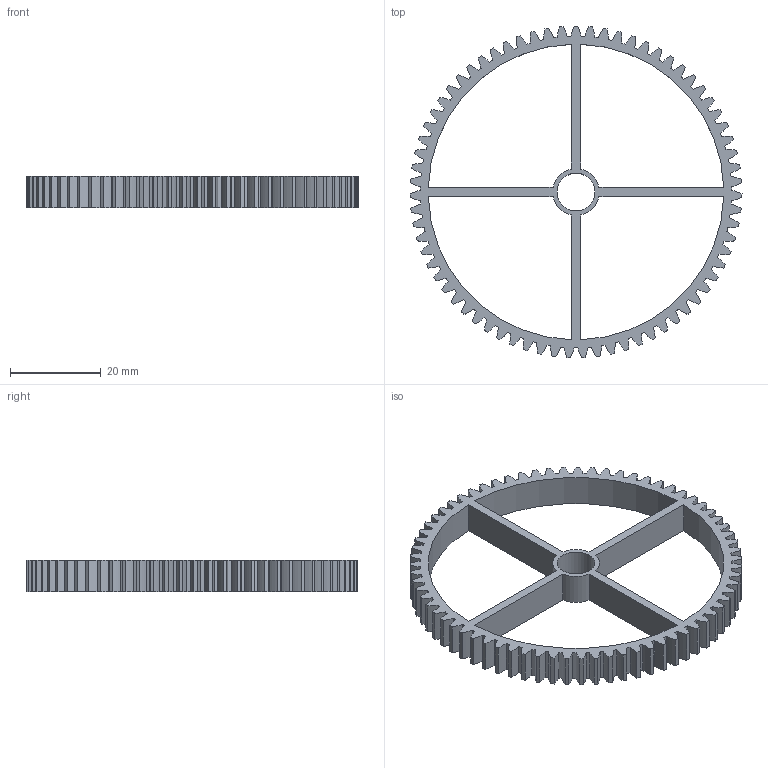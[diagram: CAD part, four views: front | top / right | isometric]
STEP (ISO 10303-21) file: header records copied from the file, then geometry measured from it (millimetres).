
FILE_DESCRIPTION(/* description */ (''),/* implementation_level */ '2;1');
FILE_NAME(/* name */ 'Module 1 Gear B.stp',/* time_stamp */ '2024-11-06T19:01:29+01:00',/* author */ ('wszaf'),/* organization */ (''),/* preprocessor_version */ 'ST-DEVELOPER v20',/* originating_system */ 'Autodesk Inventor 2024',/* authorisation */ '');
FILE_SCHEMA (('AUTOMOTIVE_DESIGN { 1 0 10303 214 3 1 1 }'));
Length unit declared in the file: millimetre
Products named in the file (1): Spur Gear2
Bounding box: 73 x 72.98 x 7 mm (x, y, z)
Volume: 6113.2 mm3; surface area: 8157.9 mm2
Topology: 1 solids, 1 shells, 303 faces, 903 edges, 602 vertices
Faces by surface type: cylinder 293, plane 10
Full cylindrical faces by diameter (mm): 8.3 x1
Entity records: 10606 total; most frequent: DIRECTION 2097, CARTESIAN_POINT 1809, ORIENTED_EDGE 1806, EDGE_CURVE 903, AXIS2_PLACEMENT_3D 890, VERTEX_POINT 602, CIRCLE 586, LINE 317
